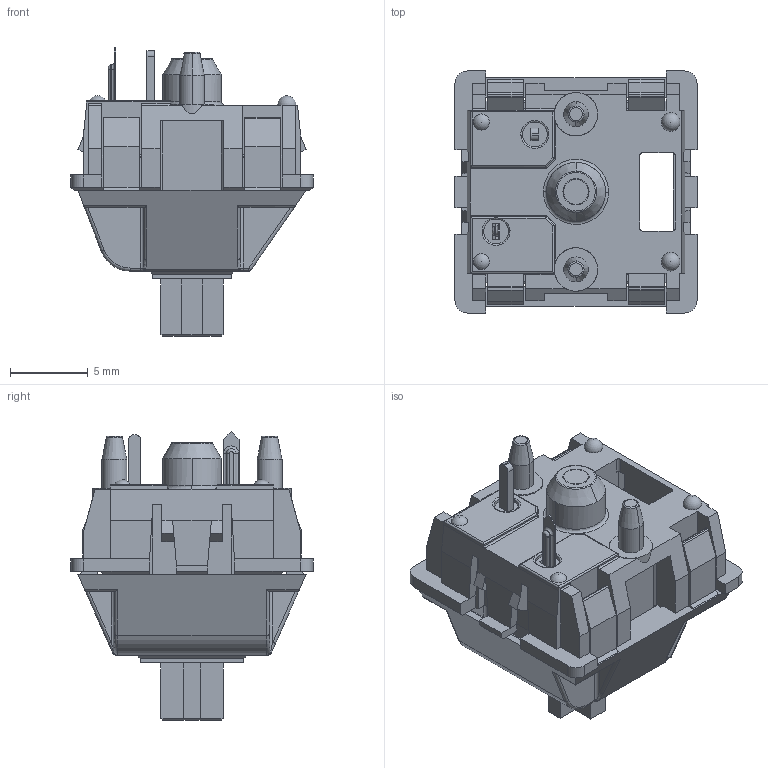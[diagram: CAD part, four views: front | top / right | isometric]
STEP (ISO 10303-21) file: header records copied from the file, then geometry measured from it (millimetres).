
FILE_DESCRIPTION (( 'STEP AP214' ), '1' );
FILE_NAME ('cherry_mx.STEP', '2022-07-13T04:57:01', ( '' ), ( '' ), 'SwSTEP 2.0', 'SolidWorks 2021', '' );
FILE_SCHEMA (( 'AUTOMOTIVE_DESIGN' ));
Length unit declared in the file: inch
Products named in the file (7): MX_PIN.stp; MX_UP.stp; MX_DOWN.stp; MX_CLICK.stp; MX_SPRING.stp; cherry_mx; UP_MX.stp
Assembly tree (6 placements, depth 2):
  cherry_mx
    MX_DOWN.stp
    MX_UP.stp
    UP_MX.stp
    MX_PIN.stp
    MX_SPRING.stp
    MX_CLICK.stp
Bounding box: 15.6 x 15.6 x 18.6 mm (x, y, z)
Volume: 1003.4 mm3; surface area: 3262.5 mm2
Topology: 7 solids, 7 shells, 961 faces, 2565 edges, 1616 vertices
Faces by surface type: plane 584, cylinder 272, torus 36, bspline 32, sphere 26, cone 11
Entity records: 38701 total; most frequent: CARTESIAN_POINT 14764, ORIENTED_EDGE 5082, DIRECTION 4682, EDGE_CURVE 2541, VECTOR 1836, LINE 1836, VERTEX_POINT 1608, AXIS2_PLACEMENT_3D 1423
